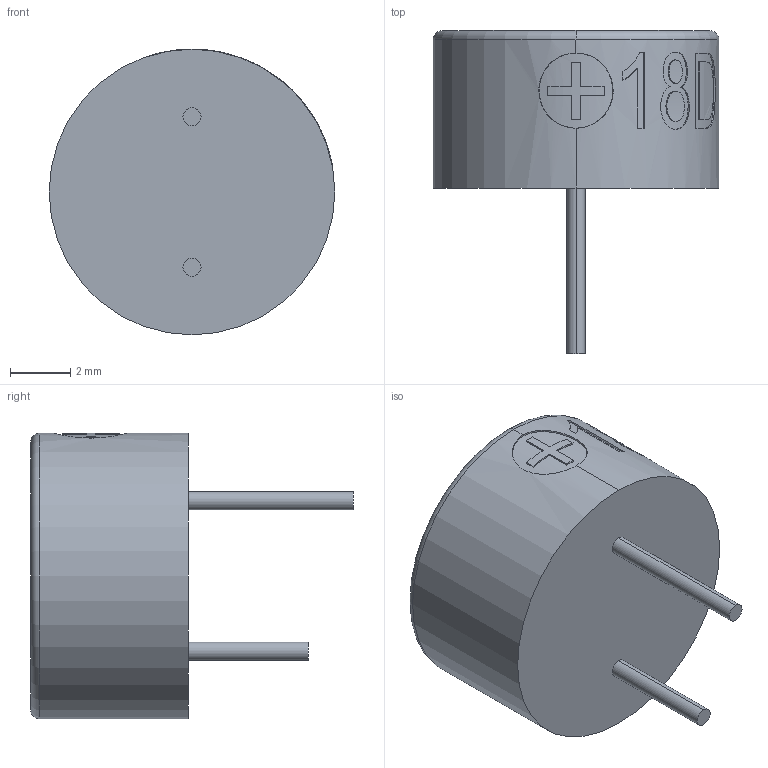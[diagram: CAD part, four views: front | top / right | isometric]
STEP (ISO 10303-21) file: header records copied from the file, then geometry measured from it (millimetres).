
FILE_DESCRIPTION (( 'STEP AP214' ), '1' );
FILE_NAME ('buzzer_18d_dia9.5mm_height5.5mm_pin_pitch_5mm.STEP', '2021-04-24T06:25:03', ( 'Alexrolex' ), ( '' ), 'SwSTEP 2.0', 'SolidWorks 2020', '' );
FILE_SCHEMA (( 'AUTOMOTIVE_DESIGN' ));
Length unit declared in the file: millimetre
Products named in the file (1): buzzer_18d_dia9.5mm_height5.5mm_pin_pitch_5mm
Bounding box: 9.5 x 10.74 x 9.5 mm (x, y, z)
Volume: 202 mm3; surface area: 506.9 mm2
Topology: 1 solids, 1 shells, 76 faces, 187 edges, 124 vertices
Faces by surface type: plane 29, bspline 27, cylinder 18, torus 2
Entity records: 5886 total; most frequent: CARTESIAN_POINT 4142, ORIENTED_EDGE 374, DIRECTION 248, EDGE_CURVE 187, VERTEX_POINT 124, AXIS2_PLACEMENT_3D 98, EDGE_LOOP 87, B_SPLINE_CURVE_WITH_KNOTS 87
